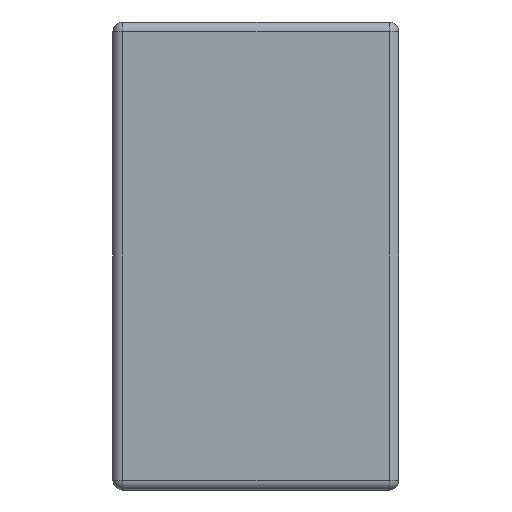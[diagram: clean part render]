
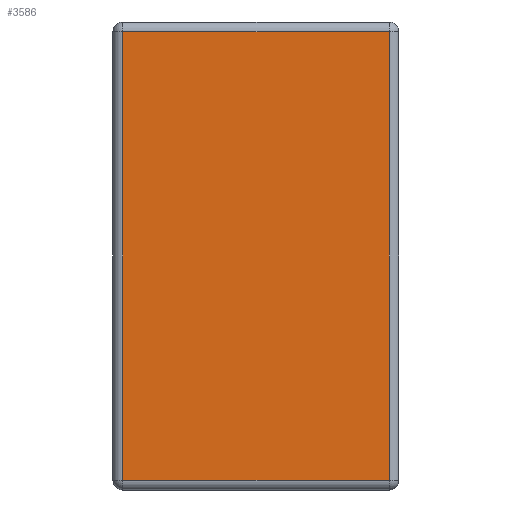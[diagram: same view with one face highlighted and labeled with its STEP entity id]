
A CAD part, left-side view. The second image highlights one B-rep face of the part: STEP entity #3586.
In plain terms, the highlighted planar face has unit normal (-1, 0, 0).
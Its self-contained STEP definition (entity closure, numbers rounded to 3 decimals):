
#176 = CARTESIAN_POINT ( 'NONE',  ( 0., 0.037, -0.037 ) ) ;
#191 = LINE ( 'NONE', #1626, #371 ) ;
#229 = ORIENTED_EDGE ( 'NONE', *, *, #460, .T. ) ;
#371 = VECTOR ( 'NONE', #4169, 1000. ) ;
#386 = DIRECTION ( 'NONE',  ( 0., 0., 1. ) ) ;
#440 = DIRECTION ( 'NONE',  ( 0., 0., 1. ) ) ;
#460 = EDGE_CURVE ( 'NONE', #1201, #3776, #466, .T. ) ;
#466 = LINE ( 'NONE', #2625, #1370 ) ;
#779 = LINE ( 'NONE', #4026, #4030 ) ;
#1021 = LINE ( 'NONE', #3580, #4344 ) ;
#1092 = DIRECTION ( 'NONE',  ( 0., 0., -1. ) ) ;
#1104 = ORIENTED_EDGE ( 'NONE', *, *, #3025, .T. ) ;
#1201 = VERTEX_POINT ( 'NONE', #1510 ) ;
#1213 = VERTEX_POINT ( 'NONE', #4025 ) ;
#1370 = VECTOR ( 'NONE', #440, 1000. ) ;
#1386 = VERTEX_POINT ( 'NONE', #4170 ) ;
#1510 = CARTESIAN_POINT ( 'NONE',  ( 0., 0.037, -1.763 ) ) ;
#1566 = AXIS2_PLACEMENT_3D ( 'NONE', #2194, #3636, #386 ) ;
#1626 = CARTESIAN_POINT ( 'NONE',  ( 0., 0., -1.763 ) ) ;
#1743 = ORIENTED_EDGE ( 'NONE', *, *, #2925, .T. ) ;
#2121 = FACE_OUTER_BOUND ( 'NONE', #2932, .T. ) ;
#2161 = DIRECTION ( 'NONE',  ( 0., 1., 0. ) ) ;
#2194 = CARTESIAN_POINT ( 'NONE',  ( 0., 0., 0. ) ) ;
#2502 = PLANE ( 'NONE',  #1566 ) ;
#2625 = CARTESIAN_POINT ( 'NONE',  ( 0., 0.037, 0. ) ) ;
#2925 = EDGE_CURVE ( 'NONE', #3776, #1213, #1021, .T. ) ;
#2932 = EDGE_LOOP ( 'NONE', ( #4567, #229, #1743, #1104 ) ) ;
#3025 = EDGE_CURVE ( 'NONE', #1213, #1386, #779, .T. ) ;
#3580 = CARTESIAN_POINT ( 'NONE',  ( 0., 1.1, -0.037 ) ) ;
#3586 = ADVANCED_FACE ( 'NONE', ( #2121 ), #2502, .T. ) ;
#3636 = DIRECTION ( 'NONE',  ( -1., 0., 0. ) ) ;
#3776 = VERTEX_POINT ( 'NONE', #176 ) ;
#4025 = CARTESIAN_POINT ( 'NONE',  ( 0., 1.063, -0.037 ) ) ;
#4026 = CARTESIAN_POINT ( 'NONE',  ( 0., 1.063, -1.8 ) ) ;
#4030 = VECTOR ( 'NONE', #1092, 1000. ) ;
#4169 = DIRECTION ( 'NONE',  ( 0., -1., 0. ) ) ;
#4170 = CARTESIAN_POINT ( 'NONE',  ( 0., 1.063, -1.763 ) ) ;
#4315 = EDGE_CURVE ( 'NONE', #1386, #1201, #191, .T. ) ;
#4344 = VECTOR ( 'NONE', #2161, 1000. ) ;
#4567 = ORIENTED_EDGE ( 'NONE', *, *, #4315, .T. ) ;
